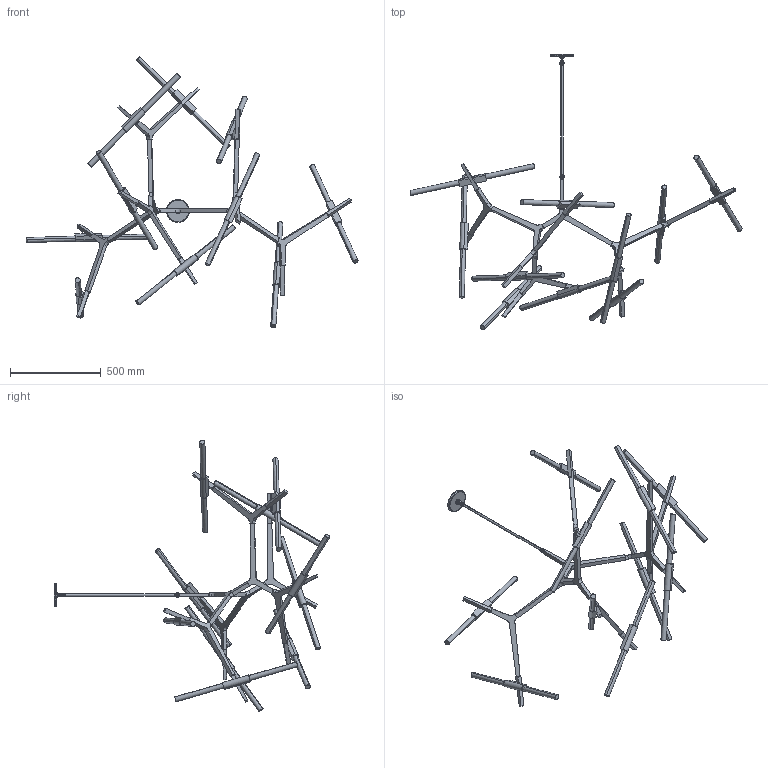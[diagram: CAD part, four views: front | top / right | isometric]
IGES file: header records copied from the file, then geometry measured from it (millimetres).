
Start section: SolidWorks IGES file using analytic representation for surfaces
Global section: file name: AGNEC20 -  Agnes Chandelier - 20 Lights.IGS; native system: SolidWorks 2015; preprocessor: SolidWorks 2015; author: Design; date: 190201.115022; units: inch
Bounding box: 1826.71 x 1516.3 x 1490.43 mm (x, y, z)
Surface area: 1290851.6 mm2 (no closed solid volume)
Topology: 0 solids, 0 shells, 901 faces, 10972 edges, 10966 vertices
Faces by surface type: bspline 484, revolution 417
